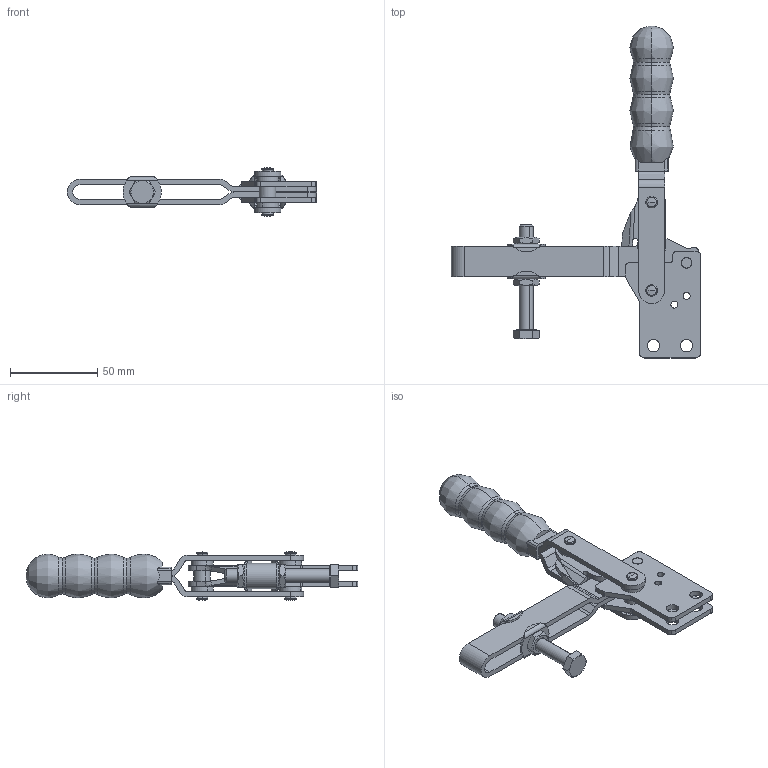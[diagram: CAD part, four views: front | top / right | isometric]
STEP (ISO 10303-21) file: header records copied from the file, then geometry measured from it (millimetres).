
FILE_DESCRIPTION((''),'2;1');
FILE_NAME('MG85UL.stp','2009-11-24T15:45:53',('David'),(''),'Autodesk Inventor 8','Autodesk Inventor 8','');
FILE_SCHEMA(('AUTOMOTIVE_DESIGN { 1 0 10303 214 1 1 1 1 }'));
Length unit declared in the file: millimetre
Products named in the file (7): MG85UL; MG85 SIDEPLATE ASSEMBLY; MG85 HANDLE ASSEMBLY; MG85 LINK ASSEMBLY; MG85 U-BAR L ASSEMBLY; ISO 4017  (Regular Thread) M8 x 60; MG85 FLANGED WASHER ASSEMBLY
Assembly tree (6 placements, depth 2):
  MG85UL
    MG85 SIDEPLATE ASSEMBLY
    MG85 HANDLE ASSEMBLY
    MG85 LINK ASSEMBLY
    MG85 U-BAR L ASSEMBLY
    ISO 4017  (Regular Thread) M8 x 60
    MG85 FLANGED WASHER ASSEMBLY
Bounding box: 142.5 x 189.83 x 28 mm (x, y, z)
Volume: 79988.9 mm3; surface area: 45352.1 mm2
Topology: 7 solids, 7 shells, 692 faces, 1962 edges, 1299 vertices
Faces by surface type: plane 342, cylinder 209, bspline 75, cone 46, torus 16, sphere 4
Entity records: 26296 total; most frequent: CARTESIAN_POINT 7869, ORIENTED_EDGE 3904, DIRECTION 3860, EDGE_CURVE 1952, AXIS2_PLACEMENT_3D 1366, VERTEX_POINT 1299, VECTOR 1128, LINE 1128
